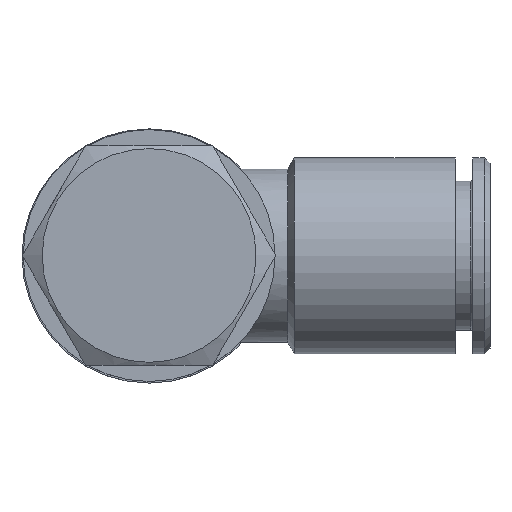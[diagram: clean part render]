
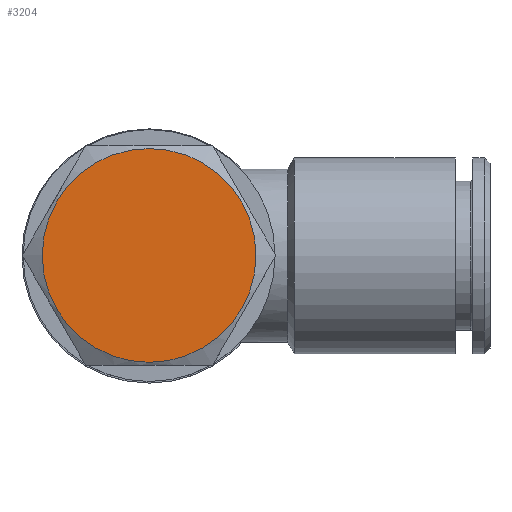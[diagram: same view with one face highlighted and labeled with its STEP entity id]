
A CAD part, top view. The second image highlights one B-rep face of the part: STEP entity #3204.
In plain terms, the highlighted face is planar.
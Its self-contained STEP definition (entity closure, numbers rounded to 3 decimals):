
#766=PLANE('',#3125);
#870=ORIENTED_EDGE('',*,*,#1050,.F.);
#934=CIRCLE('',#3121,9.25);
#989=VERTEX_POINT('',#2992);
#1050=EDGE_CURVE('',#989,#989,#934,.T.);
#1141=EDGE_LOOP('',(#870));
#1239=FACE_BOUND('',#1141,.T.);
#1445=DIRECTION('',(0.,-1.,0.));
#1446=DIRECTION('',(0.,0.,9.25));
#1453=DIRECTION('',(0.,1.,0.));
#1454=DIRECTION('',(1.,0.,0.));
#2992=CARTESIAN_POINT('',(134.82,79.332,9.25));
#2993=CARTESIAN_POINT('',(134.82,79.332,0.));
#2999=CARTESIAN_POINT('',(144.07,79.332,0.));
#3121=AXIS2_PLACEMENT_3D('',#2993,#1445,#1446);
#3125=AXIS2_PLACEMENT_3D('',#2999,#1453,#1454);
#3204=ADVANCED_FACE('',(#1239),#766,.T.);
